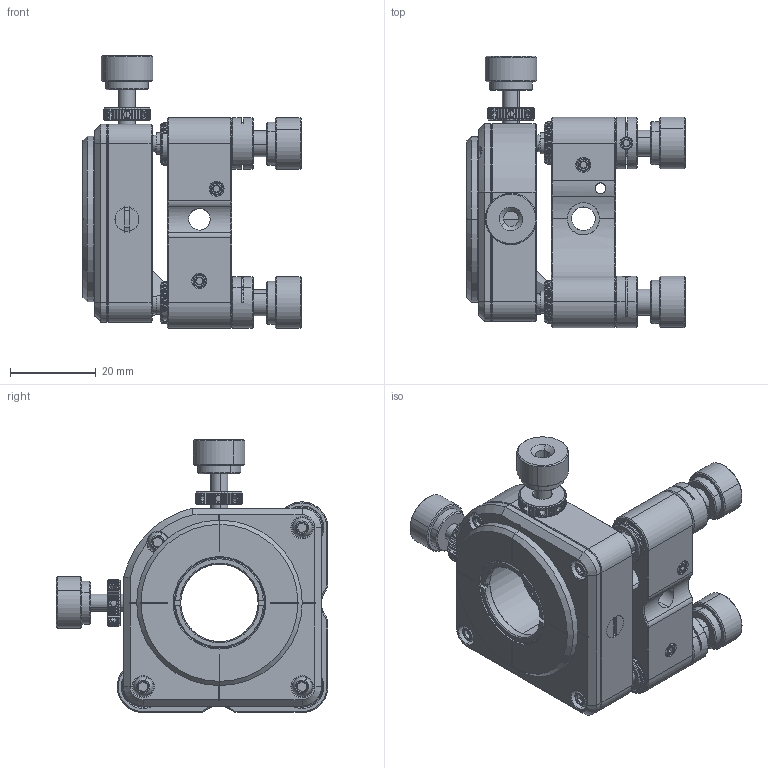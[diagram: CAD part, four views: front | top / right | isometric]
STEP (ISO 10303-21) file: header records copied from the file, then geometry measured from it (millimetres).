
FILE_DESCRIPTION (( 'STEP AP203' ), '1' );
FILE_NAME ('1.1.10.18_ZJP-5M20_五维光学调整镜架，带M21x0.5螺纹，含两个压圈.STEP', '2023-08-14T07:13:42', ( '' ), ( '' ), 'SwSTEP 2.0', 'SolidWorks 2021', '' );
FILE_SCHEMA (( 'CONFIG_CONTROL_DESIGN' ));
Length unit declared in the file: millimetre
Products named in the file (1): 1.1.10.18_ZJP-5M20_五维光学调整镜架，带M21x0.5螺纹，含两个压圈
Bounding box: 50.76 x 63.22 x 63.51 mm (x, y, z)
Surface area: 23784.8 mm2 (no closed solid volume)
Topology: 0 solids, 49 shells, 1183 faces, 3568 edges, 2365 vertices
Faces by surface type: plane 471, cone 347, cylinder 338, sphere 21, torus 6
Entity records: 41711 total; most frequent: CARTESIAN_POINT 10610, ORIENTED_EDGE 6420, DIRECTION 6340, EDGE_CURVE 3547, AXIS2_PLACEMENT_3D 2372, VERTEX_POINT 2356, LINE 1596, VECTOR 1596
